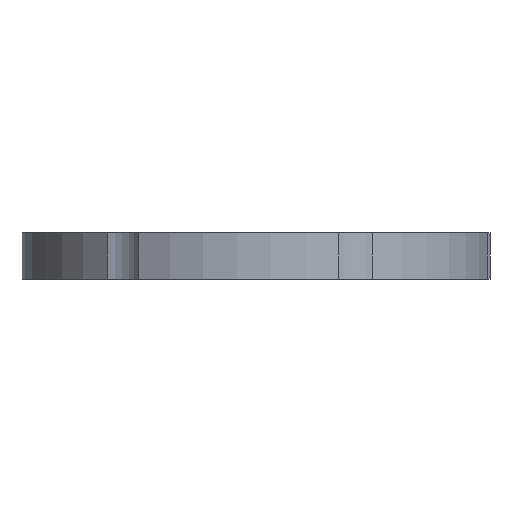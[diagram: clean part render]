
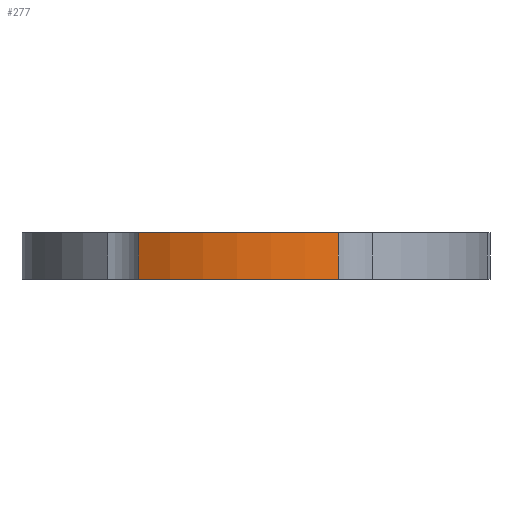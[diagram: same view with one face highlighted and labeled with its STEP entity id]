
A CAD part, front view. The second image highlights one B-rep face of the part: STEP entity #277.
In plain terms, the highlighted cylindrical face has radius 20 mm (diameter 40 mm), a partial arc.
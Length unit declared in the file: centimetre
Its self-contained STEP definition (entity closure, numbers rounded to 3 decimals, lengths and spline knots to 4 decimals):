
#1 = DIRECTION ( 'NONE',  ( 0., 0., 1. ) ) ;
#22 = ORIENTED_EDGE ( 'NONE', *, *, #939, .F. ) ;
#67 = DIRECTION ( 'NONE',  ( 0., 0., 1. ) ) ;
#84 = CARTESIAN_POINT ( 'NONE',  ( 0., 0., -0.4 ) ) ;
#112 = VECTOR ( 'NONE', #828, 100. ) ;
#114 = AXIS2_PLACEMENT_3D ( 'NONE', #377, #531, #694 ) ;
#144 = VERTEX_POINT ( 'NONE', #232 ) ;
#149 = VERTEX_POINT ( 'NONE', #708 ) ;
#204 = EDGE_CURVE ( 'NONE', #149, #959, #863, .T. ) ;
#209 = AXIS2_PLACEMENT_3D ( 'NONE', #84, #1, #639 ) ;
#232 = CARTESIAN_POINT ( 'NONE',  ( 0.704, -1.872, 0. ) ) ;
#246 = ORIENTED_EDGE ( 'NONE', *, *, #204, .F. ) ;
#250 = EDGE_CURVE ( 'NONE', #149, #314, #978, .T. ) ;
#256 = CYLINDRICAL_SURFACE ( 'NONE', #209, 2. ) ;
#277 = ADVANCED_FACE ( 'NONE', ( #890 ), #256, .T. ) ;
#314 = VERTEX_POINT ( 'NONE', #559 ) ;
#377 = CARTESIAN_POINT ( 'NONE',  ( 0., 0., 0. ) ) ;
#384 = CIRCLE ( 'NONE', #114, 2. ) ;
#476 = DIRECTION ( 'NONE',  ( 1., 0., 0. ) ) ;
#505 = EDGE_LOOP ( 'NONE', ( #856, #22, #246, #693 ) ) ;
#511 = EDGE_CURVE ( 'NONE', #144, #314, #675, .T. ) ;
#514 = AXIS2_PLACEMENT_3D ( 'NONE', #793, #872, #476 ) ;
#531 = DIRECTION ( 'NONE',  ( 0., 0., 1. ) ) ;
#559 = CARTESIAN_POINT ( 'NONE',  ( 0.704, -1.872, -0.4 ) ) ;
#639 = DIRECTION ( 'NONE',  ( 1., 0., 0. ) ) ;
#675 = LINE ( 'NONE', #686, #112 ) ;
#686 = CARTESIAN_POINT ( 'NONE',  ( 0.704, -1.872, -0.2 ) ) ;
#693 = ORIENTED_EDGE ( 'NONE', *, *, #250, .T. ) ;
#694 = DIRECTION ( 'NONE',  ( 1., 0., 0. ) ) ;
#698 = VECTOR ( 'NONE', #67, 100. ) ;
#708 = CARTESIAN_POINT ( 'NONE',  ( -1.0029, -1.7304, -0.4 ) ) ;
#789 = CARTESIAN_POINT ( 'NONE',  ( -1.0029, -1.7304, -0.2 ) ) ;
#793 = CARTESIAN_POINT ( 'NONE',  ( 0., 0., -0.4 ) ) ;
#828 = DIRECTION ( 'NONE',  ( 0., 0., -1. ) ) ;
#856 = ORIENTED_EDGE ( 'NONE', *, *, #511, .F. ) ;
#863 = LINE ( 'NONE', #789, #698 ) ;
#872 = DIRECTION ( 'NONE',  ( 0., 0., 1. ) ) ;
#890 = FACE_OUTER_BOUND ( 'NONE', #505, .T. ) ;
#915 = CARTESIAN_POINT ( 'NONE',  ( -1.0029, -1.7304, 0. ) ) ;
#939 = EDGE_CURVE ( 'NONE', #959, #144, #384, .T. ) ;
#959 = VERTEX_POINT ( 'NONE', #915 ) ;
#978 = CIRCLE ( 'NONE', #514, 2. ) ;
